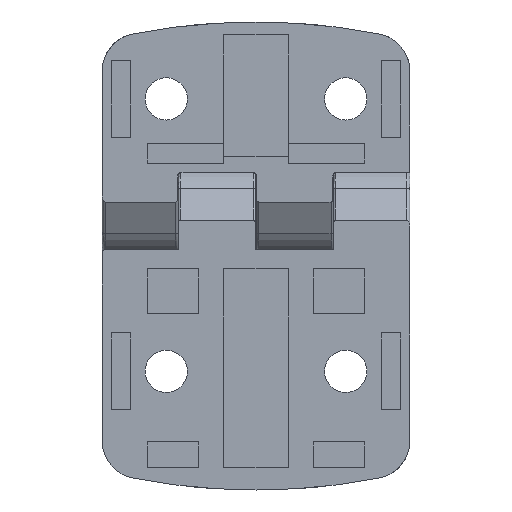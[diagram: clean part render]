
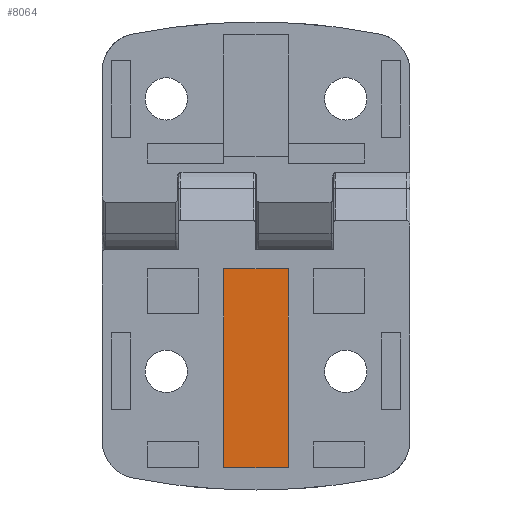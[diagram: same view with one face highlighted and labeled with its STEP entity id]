
A CAD part, front view. The second image highlights one B-rep face of the part: STEP entity #8064.
In plain terms, the highlighted planar face has unit normal (0, -1, 0).
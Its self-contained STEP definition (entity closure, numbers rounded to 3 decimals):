
#13 = CARTESIAN_POINT ( 'NONE',  ( 5., 1., -40. ) ) ;
#68 = DIRECTION ( 'NONE',  ( 0., 0., 1. ) ) ;
#111 = CARTESIAN_POINT ( 'NONE',  ( -5., 1., -40. ) ) ;
#255 = ORIENTED_EDGE ( 'NONE', *, *, #1725, .T. ) ;
#296 = DIRECTION ( 'NONE',  ( 0., 0., -1. ) ) ;
#335 = DIRECTION ( 'NONE',  ( 0., -1., 0. ) ) ;
#337 = CARTESIAN_POINT ( 'NONE',  ( -5., 1., -40. ) ) ;
#542 = PLANE ( 'NONE',  #11901 ) ;
#560 = FACE_OUTER_BOUND ( 'NONE', #12744, .T. ) ;
#1106 = DIRECTION ( 'NONE',  ( 1., 0., 0. ) ) ;
#1253 = ORIENTED_EDGE ( 'NONE', *, *, #5222, .T. ) ;
#1313 = EDGE_CURVE ( 'NONE', #2255, #7709, #5445, .T. ) ;
#1495 = ORIENTED_EDGE ( 'NONE', *, *, #5245, .T. ) ;
#1725 = EDGE_CURVE ( 'NONE', #7709, #4071, #12369, .T. ) ;
#1792 = VECTOR ( 'NONE', #11378, 1000. ) ;
#2255 = VERTEX_POINT ( 'NONE', #6975 ) ;
#2795 = CARTESIAN_POINT ( 'NONE',  ( -5., 1., -9. ) ) ;
#4071 = VERTEX_POINT ( 'NONE', #10828 ) ;
#5222 = EDGE_CURVE ( 'NONE', #12835, #2255, #5605, .T. ) ;
#5245 = EDGE_CURVE ( 'NONE', #4071, #12835, #6082, .T. ) ;
#5445 = LINE ( 'NONE', #111, #5676 ) ;
#5605 = LINE ( 'NONE', #11362, #1792 ) ;
#5649 = VECTOR ( 'NONE', #68, 1000. ) ;
#5676 = VECTOR ( 'NONE', #1106, 1000. ) ;
#6060 = VECTOR ( 'NONE', #11182, 1000. ) ;
#6082 = LINE ( 'NONE', #11171, #6060 ) ;
#6383 = CARTESIAN_POINT ( 'NONE',  ( 5., 1., -40. ) ) ;
#6975 = CARTESIAN_POINT ( 'NONE',  ( -5., 1., -40. ) ) ;
#7709 = VERTEX_POINT ( 'NONE', #6383 ) ;
#8064 = ADVANCED_FACE ( 'NONE', ( #560 ), #542, .T. ) ;
#10828 = CARTESIAN_POINT ( 'NONE',  ( 5., 1., -9. ) ) ;
#11017 = ORIENTED_EDGE ( 'NONE', *, *, #1313, .T. ) ;
#11171 = CARTESIAN_POINT ( 'NONE',  ( -5., 1., -9. ) ) ;
#11182 = DIRECTION ( 'NONE',  ( -1., 0., 0. ) ) ;
#11362 = CARTESIAN_POINT ( 'NONE',  ( -5., 1., -40. ) ) ;
#11378 = DIRECTION ( 'NONE',  ( 0., 0., -1. ) ) ;
#11901 = AXIS2_PLACEMENT_3D ( 'NONE', #337, #335, #296 ) ;
#12369 = LINE ( 'NONE', #13, #5649 ) ;
#12744 = EDGE_LOOP ( 'NONE', ( #1495, #1253, #11017, #255 ) ) ;
#12835 = VERTEX_POINT ( 'NONE', #2795 ) ;
